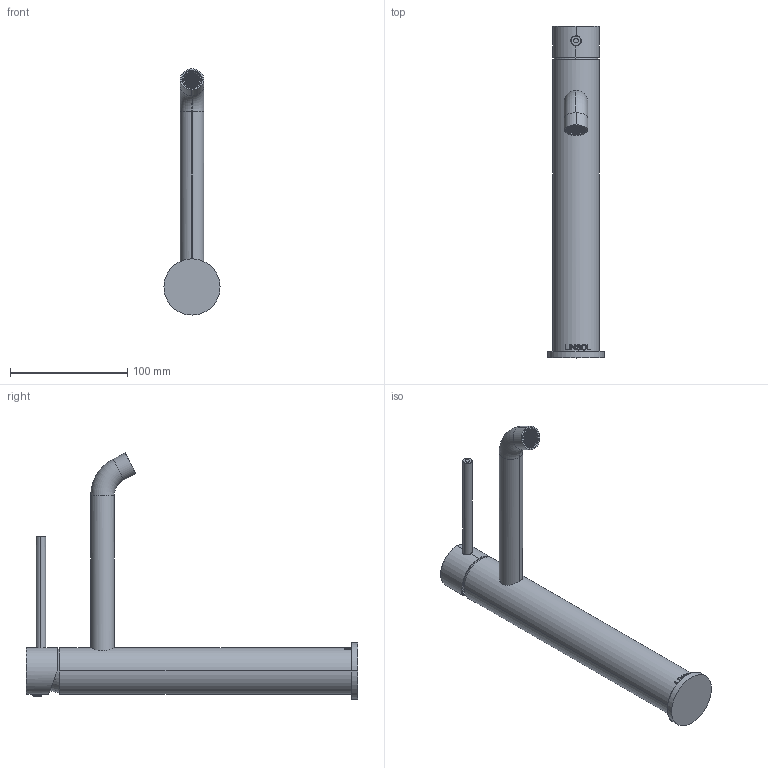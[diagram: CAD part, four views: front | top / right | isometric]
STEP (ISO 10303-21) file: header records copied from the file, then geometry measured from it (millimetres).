
FILE_DESCRIPTION((''),'2;1');
FILE_NAME('YC-8144_ASM_2_ASM_1_ASM_1_ASM','2022-05-21T11:34:07',('怪大叔'),(''),'CREO PARAMETRIC BY PTC INC, 2021063','CREO PARAMETRIC BY PTC INC, 2021063','');
FILE_SCHEMA(('CONFIG_CONTROL_DESIGN'));
Length unit declared in the file: millimetre
Products named in the file (14): 00; 000; 001039_ASM_7_ASM_1_ASM_1_ASM; 005012_1_1_2_1_1; 0003; 002013_ASM_3_1_2_ASM_1_ASM_1_ASM; 701001_2_1_1; 006001_5_1_2_1_1; 600008_2_1_2_1_1; 706003_5_1_2_1_1; 003004_5_1_1; 8143HC; TH7143-LINSOL; YC-8144_ASM_2_ASM_1_ASM_1_ASM
Assembly tree (13 placements, depth 3):
  YC-8144_ASM_2_ASM_1_ASM_1_ASM
    001039_ASM_7_ASM_1_ASM_1_ASM
      00
      000
    005012_1_1_2_1_1
    002013_ASM_3_1_2_ASM_1_ASM_1_ASM
      0003
    701001_2_1_1
    006001_5_1_2_1_1
    600008_2_1_2_1_1
    706003_5_1_2_1_1
    003004_5_1_1
    8143HC
    TH7143-LINSOL
Bounding box: 48 x 283.45 x 210.23 mm (x, y, z)
Volume: 347976.7 mm3; surface area: 80625.5 mm2
Topology: 22 solids, 28 shells, 706 faces, 1663 edges, 1108 vertices
Faces by surface type: cylinder 272, plane 208, bspline 109, extrusion 85, torus 20, cone 12
Entity records: 25880 total; most frequent: CARTESIAN_POINT 9923, ORIENTED_EDGE 3300, DIRECTION 2965, EDGE_CURVE 1663, AXIS2_PLACEMENT_3D 1165, VERTEX_POINT 1108, EDGE_LOOP 831, FACE_OUTER_BOUND 706
